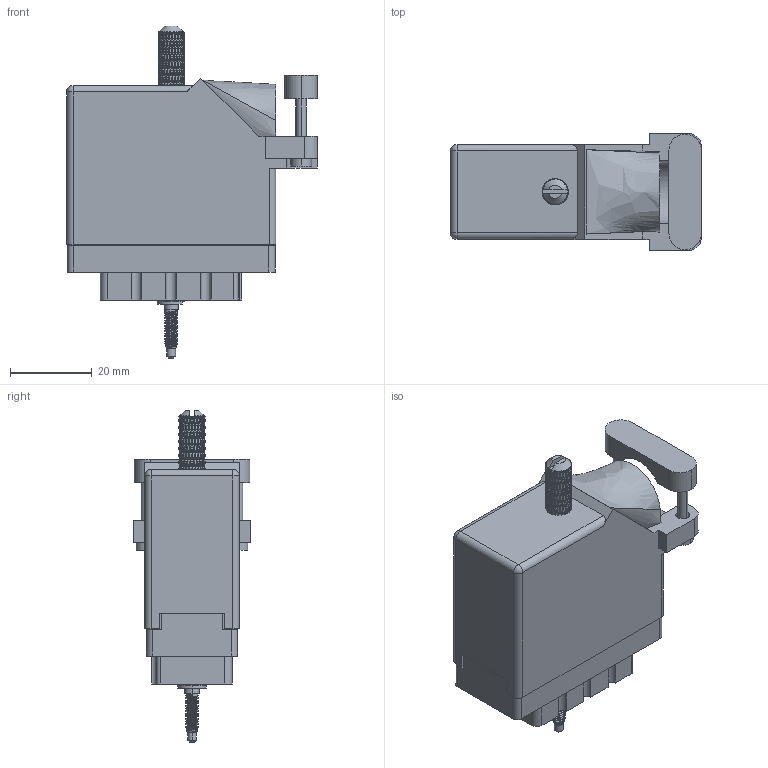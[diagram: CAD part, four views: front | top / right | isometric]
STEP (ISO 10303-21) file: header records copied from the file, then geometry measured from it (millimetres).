
FILE_DESCRIPTION (( 'STEP AP203' ), '1' );
FILE_NAME ('516-038-542-645.STEP', '2020-03-05T19:03:36', ( '' ), ( '' ), 'SwSTEP 2.0', 'SolidWorks 2016', '' );
FILE_SCHEMA (( 'CONFIG_CONTROL_DESIGN' ));
Length unit declared in the file: inch
Products named in the file (9): 516-253-138-107; 516-250-038-111; 516-230-001_Plastic - 038 Side Entry - Large Clamp; 516 Part Receptacle_038; 516-292-001_542 Contact; 516-253-035-100; Actuating Screw Assy 038-056; 516-251-035-100; 516-038-542-645
Assembly tree (46 placements, depth 3):
  516-038-542-645
    516 Part Receptacle_038
    516-292-001_542 Contact  x38
    516-230-001_Plastic - 038 Side Entry - Large Clamp
    Actuating Screw Assy 038-056
      516-251-035-100
      516-253-035-100  x2
      516-253-138-107
      516-250-038-111
Bounding box: 61.21 x 28.57 x 81.03 mm (x, y, z)
Volume: 25448.6 mm3; surface area: 39355.7 mm2
Topology: 45 solids, 45 shells, 5134 faces, 13818 edges, 8796 vertices
Faces by surface type: plane 2354, cylinder 1521, bspline 1237, cone 20, sphere 2
Entity records: 104263 total; most frequent: CARTESIAN_POINT 54845, ORIENTED_EDGE 12216, DIRECTION 7403, EDGE_CURVE 6108, VERTEX_POINT 3682, EDGE_LOOP 2590, AXIS2_PLACEMENT_3D 2507, FACE_OUTER_BOUND 2464
